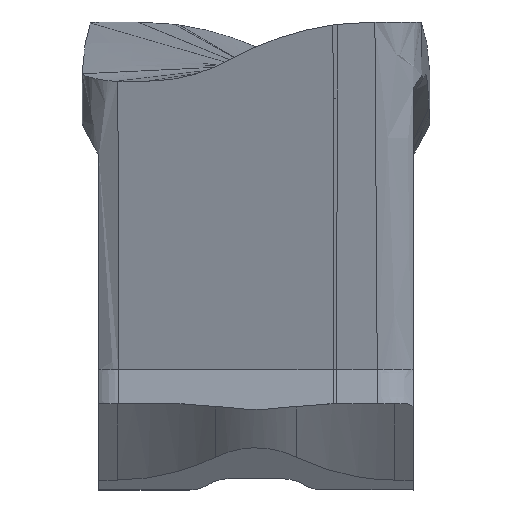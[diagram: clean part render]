
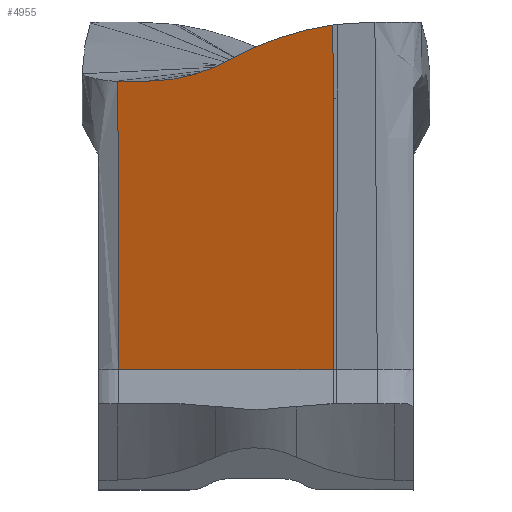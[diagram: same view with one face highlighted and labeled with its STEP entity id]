
A CAD part, left-side view. The second image highlights one B-rep face of the part: STEP entity #4955.
In plain terms, the highlighted planar face has unit normal (-0.966, 0.03, -0.259).
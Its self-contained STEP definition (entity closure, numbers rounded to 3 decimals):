
#947=DIRECTION('',(-0.031,-1.,0.));
#948=VECTOR('',#947,5.803);
#949=CARTESIAN_POINT('',(-6.776,7.966,-2.45));
#950=LINE('',#949,#948);
#969=CARTESIAN_POINT('',(-8.867,7.983,5.35));
#1829=CARTESIAN_POINT('',(-8.891,7.181,5.35));
#1830=CARTESIAN_POINT('',(-8.898,6.96,5.35));
#1831=CARTESIAN_POINT('',(-8.915,6.629,5.374));
#1832=CARTESIAN_POINT('',(-8.95,6.195,5.455));
#1833=CARTESIAN_POINT('',(-8.982,5.875,5.538));
#1834=CARTESIAN_POINT('',(-9.014,5.615,5.627));
#1835=CARTESIAN_POINT('',(-9.043,5.411,5.708));
#1836=CARTESIAN_POINT('',(-9.065,5.261,5.775));
#1837=CARTESIAN_POINT('',(-9.085,5.138,5.835));
#1838=CARTESIAN_POINT('',(-9.102,5.041,5.886));
#1839=CARTESIAN_POINT('',(-9.114,4.969,5.925));
#1840=CARTESIAN_POINT('',(-9.127,4.898,5.965));
#1841=CARTESIAN_POINT('',(-9.144,4.801,6.017));
#1842=CARTESIAN_POINT('',(-9.165,4.68,6.08));
#1843=CARTESIAN_POINT('',(-9.189,4.533,6.152));
#1844=CARTESIAN_POINT('',(-9.22,4.334,6.245));
#1845=CARTESIAN_POINT('',(-9.257,4.083,6.354));
#1846=CARTESIAN_POINT('',(-9.298,3.775,6.472));
#1847=CARTESIAN_POINT('',(-9.349,3.359,6.613));
#1848=CARTESIAN_POINT('',(-9.393,2.934,6.728));
#1849=CARTESIAN_POINT('',(-9.43,2.502,6.817));
#1850=CARTESIAN_POINT('',(-9.446,2.284,6.853));
#1851=CARTESIAN_POINT('',(-9.454,2.175,6.869));
#1856=DIRECTION('',(0.259,0.001,-0.966));
#1857=VECTOR('',#1856,7.603);
#1858=CARTESIAN_POINT('',(-8.925,2.159,4.893));
#1859=LINE('',#1858,#1857);
#1863=CARTESIAN_POINT('',(-6.776,7.966,
-2.45));
#1864=CARTESIAN_POINT('',(-6.794,7.966,
-2.383));
#1865=CARTESIAN_POINT('',(-7.151,7.969,
-1.05));
#1866=CARTESIAN_POINT('',(-7.735,7.974,1.128));
#1867=CARTESIAN_POINT('',(-8.414,7.979,3.661));
#1868=CARTESIAN_POINT('',(-8.753,7.982,4.928));
#1869=CARTESIAN_POINT('',(-8.867,7.983,5.35));
#1874=DIRECTION('',(-0.031,-1.,0.));
#1875=VECTOR('',#1874,0.802);
#1876=CARTESIAN_POINT('',(-8.867,7.983,5.35));
#1877=LINE('',#1876,#1875);
#2062=DIRECTION('',(-0.259,0.008,0.966));
#2063=VECTOR('',#2062,2.045);
#2064=CARTESIAN_POINT('',(-8.925,2.159,4.893));
#2065=LINE('',#2064,#2063);
#2753=CARTESIAN_POINT('',(-6.776,7.966,
-2.45));
#2754=VERTEX_POINT('',#2753);
#2755=CARTESIAN_POINT('',(-6.956,2.166,
-2.45));
#2756=VERTEX_POINT('',#2755);
#2769=CARTESIAN_POINT('',(-8.925,2.159,4.893));
#2770=VERTEX_POINT('',#2769);
#2791=VERTEX_POINT('',#969);
#2797=VERTEX_POINT('',#1829);
#2798=VERTEX_POINT('',#1851);
#4939=CARTESIAN_POINT('',(-9.389,4.961,6.95));
#4940=DIRECTION('',(-0.965,0.03,-0.259));
#4941=DIRECTION('',(-0.031,-1.,0.));
#4942=AXIS2_PLACEMENT_3D('',#4939,#4940,#4941);
#4943=PLANE('',#4942);
#4945=ORIENTED_EDGE('',*,*,#4944,.T.);
#4947=ORIENTED_EDGE('',*,*,#4946,.F.);
#4948=ORIENTED_EDGE('',*,*,#4930,.T.);
#4949=ORIENTED_EDGE('',*,*,#3625,.F.);
#4950=ORIENTED_EDGE('',*,*,#3721,.T.);
#4952=ORIENTED_EDGE('',*,*,#4951,.T.);
#4953=EDGE_LOOP('',(#4945,#4947,#4948,#4949,#4950,#4952));
#4954=FACE_OUTER_BOUND('',#4953,.F.);
#1852=B_SPLINE_CURVE_WITH_KNOTS('',3,(#1829,#1830,#1831,#1832,#1833,#1834,#1835,
#1836,#1837,#1838,#1839,#1840,#1841,#1842,#1843,#1844,#1845,#1846,#1847,#1848,
#1849,#1850,#1851),.UNSPECIFIED.,.F.,.F.,(4,1,1,1,1,1,1,1,1,1,1,1,1,1,1,1,1,1,1,
1,4),(0.,0.125,0.188,0.25,0.313,0.344,0.375,0.406,
0.422,0.438,0.453,0.469,0.5,0.531,0.563,0.625,
0.688,0.75,0.875,0.938,1.),.UNSPECIFIED.);
#1870=B_SPLINE_CURVE_WITH_KNOTS('',3,(#1863,#1864,#1865,#1866,#1867,#1868,
#1869),.UNSPECIFIED.,.F.,.F.,(4,1,1,1,4),(0.,0.026,
0.513,0.838,1.),.UNSPECIFIED.);
#3625=EDGE_CURVE('',#2754,#2756,#950,.T.);
#3721=EDGE_CURVE('',#2754,#2791,#1870,.T.);
#4930=EDGE_CURVE('',#2770,#2756,#1859,.T.);
#4944=EDGE_CURVE('',#2797,#2798,#1852,.T.);
#4946=EDGE_CURVE('',#2770,#2798,#2065,.T.);
#4951=EDGE_CURVE('',#2791,#2797,#1877,.T.);
#4955=ADVANCED_FACE('',(#4954),#4943,.T.);
